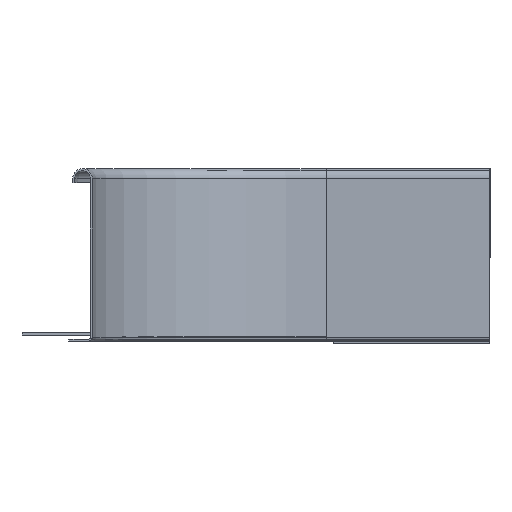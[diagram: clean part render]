
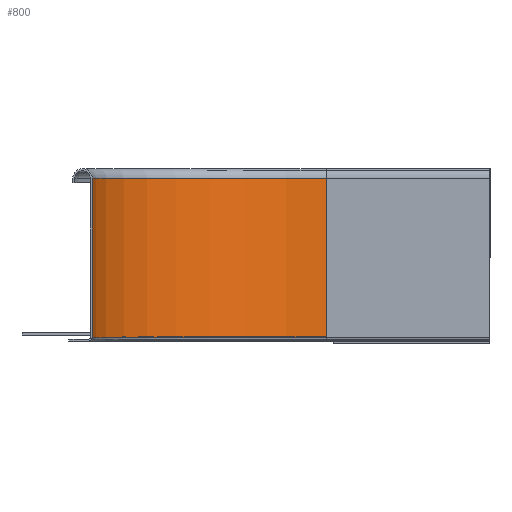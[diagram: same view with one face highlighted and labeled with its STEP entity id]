
A CAD part, left-side view. The second image highlights one B-rep face of the part: STEP entity #800.
In plain terms, the highlighted cylindrical face has radius 150 mm (diameter 300 mm), a partial arc.
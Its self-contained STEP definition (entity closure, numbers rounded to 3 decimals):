
#242=DIRECTION('',(0.,-1.,0.));
#243=VECTOR('',#242,102.);
#244=CARTESIAN_POINT('',(0.,104.25,-105.));
#245=LINE('',#244,#243);
#246=DIRECTION('',(0.,1.,0.));
#247=VECTOR('',#246,101.75);
#248=CARTESIAN_POINT('',(-150.,2.25,-255.));
#249=LINE('',#248,#247);
#250=DIRECTION('',(0.,1.,0.));
#251=VECTOR('',#250,0.25);
#252=CARTESIAN_POINT('',(-150.,104.,-255.));
#253=LINE('',#252,#251);
#264=CARTESIAN_POINT('',(-150.,2.25,-105.));
#265=DIRECTION('',(0.,-1.,0.));
#266=DIRECTION('',(0.,0.,-1.));
#267=AXIS2_PLACEMENT_3D('',#264,#265,#266);
#286=CARTESIAN_POINT('',(-150.,104.25,-105.));
#287=DIRECTION('',(0.,1.,0.));
#288=DIRECTION('',(1.,0.,0.));
#289=AXIS2_PLACEMENT_3D('',#286,#287,#288);
#361=CARTESIAN_POINT('',(-150.,2.25,-255.));
#362=VERTEX_POINT('',#361);
#395=CARTESIAN_POINT('',(0.,2.25,-105.));
#396=VERTEX_POINT('',#395);
#403=CARTESIAN_POINT('',(-150.,104.,-255.));
#404=VERTEX_POINT('',#403);
#409=CARTESIAN_POINT('',(-150.,104.25,-255.));
#410=VERTEX_POINT('',#409);
#413=CARTESIAN_POINT('',(0.,104.25,-105.));
#414=VERTEX_POINT('',#413);
#785=CARTESIAN_POINT('',(-150.,0.,-105.));
#786=DIRECTION('',(0.,1.,0.));
#787=DIRECTION('',(0.,0.,1.));
#788=AXIS2_PLACEMENT_3D('',#785,#786,#787);
#789=CYLINDRICAL_SURFACE('',#788,150.);
#790=ORIENTED_EDGE('',*,*,#779,.T.);
#792=ORIENTED_EDGE('',*,*,#791,.F.);
#794=ORIENTED_EDGE('',*,*,#793,.T.);
#795=ORIENTED_EDGE('',*,*,#719,.T.);
#797=ORIENTED_EDGE('',*,*,#796,.F.);
#798=EDGE_LOOP('',(#790,#792,#794,#795,#797));
#799=FACE_OUTER_BOUND('',#798,.F.);
#800=ADVANCED_FACE('',(#799),#789,.F.);
#268=CIRCLE('',#267,150.);
#290=CIRCLE('',#289,150.);
#719=EDGE_CURVE('',#404,#410,#253,.T.);
#779=EDGE_CURVE('',#414,#396,#245,.T.);
#791=EDGE_CURVE('',#362,#396,#268,.T.);
#793=EDGE_CURVE('',#362,#404,#249,.T.);
#796=EDGE_CURVE('',#414,#410,#290,.T.);
